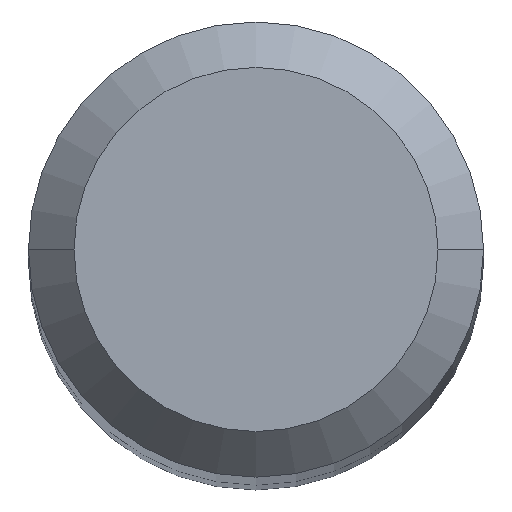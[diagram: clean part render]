
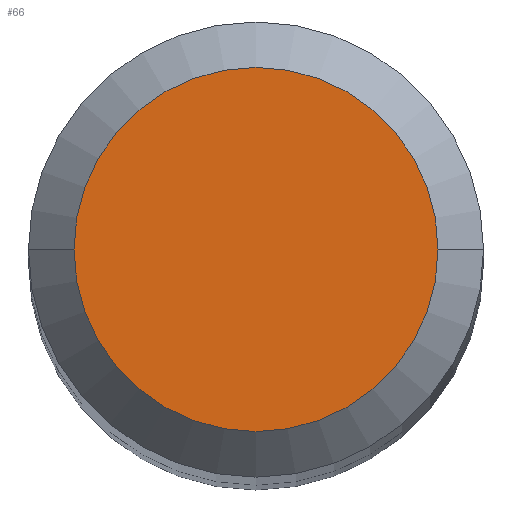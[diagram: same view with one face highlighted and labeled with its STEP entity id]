
A CAD part, top view. The second image highlights one B-rep face of the part: STEP entity #66.
In plain terms, the highlighted planar face has unit normal (0, 0, 1).
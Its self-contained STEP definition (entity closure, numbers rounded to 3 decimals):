
#66=ADVANCED_FACE('',(#83),#84,.T.);
#83=FACE_OUTER_BOUND('',#105,.T.);
#84=PLANE('',#106);
#105=EDGE_LOOP('',(#147,#148));
#106=AXIS2_PLACEMENT_3D('',#149,#150,#151);
#147=ORIENTED_EDGE('',*,*,#189,.F.);
#148=ORIENTED_EDGE('',*,*,#190,.F.);
#149=CARTESIAN_POINT('',(0.0,0.0,0.0));
#150=DIRECTION('',(0.0,0.0,1.0));
#151=DIRECTION('',(-1.0,0.0,0.0));
#189=EDGE_CURVE('',#210,#208,#212,.T.);
#190=EDGE_CURVE('',#208,#210,#213,.T.);
#208=VERTEX_POINT('',#236);
#210=VERTEX_POINT('',#239);
#212=CIRCLE('',#242,1.6);
#213=CIRCLE('',#243,1.6);
#236=CARTESIAN_POINT('',(-1.6,0.,0.0));
#239=CARTESIAN_POINT('',(1.6,0.,0.0));
#242=AXIS2_PLACEMENT_3D('',#268,#269,#270);
#243=AXIS2_PLACEMENT_3D('',#271,#272,#273);
#268=CARTESIAN_POINT('',(0.0,0.0,0.0));
#269=DIRECTION('',(0.0,0.0,-1.0));
#270=DIRECTION('',(-1.0,0.0,0.0));
#271=CARTESIAN_POINT('',(0.0,0.0,0.0));
#272=DIRECTION('',(0.0,0.0,-1.0));
#273=DIRECTION('',(-1.0,0.0,0.0));
